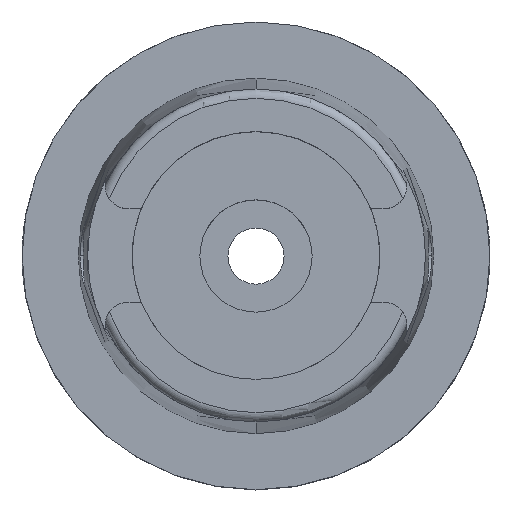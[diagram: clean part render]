
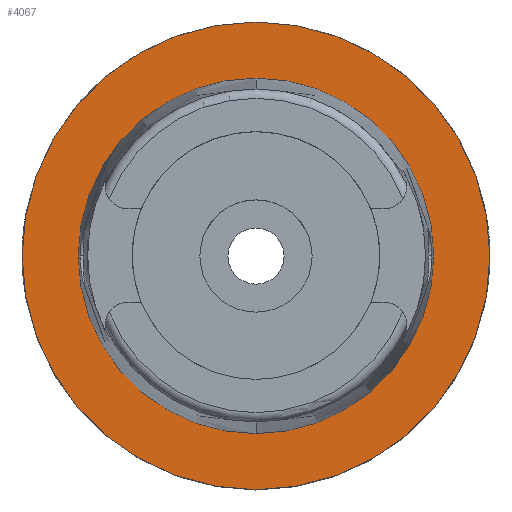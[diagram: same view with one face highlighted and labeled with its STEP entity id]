
A CAD part, top view. The second image highlights one B-rep face of the part: STEP entity #4067.
In plain terms, the highlighted planar face has unit normal (0, 0, 1).
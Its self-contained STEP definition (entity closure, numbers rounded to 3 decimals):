
#2004=CARTESIAN_POINT('',(0.,0.,0.));
#2005=DIRECTION('',(0.,0.,-1.));
#2006=DIRECTION('',(0.,-1.,0.));
#2007=AXIS2_PLACEMENT_3D('',#2004,#2005,#2006);
#2012=CARTESIAN_POINT('',(0.,0.,0.));
#2013=DIRECTION('',(0.,0.,-1.));
#2014=DIRECTION('',(0.,1.,0.));
#2015=AXIS2_PLACEMENT_3D('',#2012,#2013,#2014);
#2020=CARTESIAN_POINT('',(0.,0.,0.));
#2021=DIRECTION('',(0.,0.,1.));
#2022=DIRECTION('',(0.,-1.,0.));
#2023=AXIS2_PLACEMENT_3D('',#2020,#2021,#2022);
#2028=CARTESIAN_POINT('',(0.,0.,0.));
#2029=DIRECTION('',(0.,0.,1.));
#2030=DIRECTION('',(0.,1.,0.));
#2031=AXIS2_PLACEMENT_3D('',#2028,#2029,#2030);
#2328=CARTESIAN_POINT('',(0.,-38.,0.));
#2329=VERTEX_POINT('',#2328);
#2330=CARTESIAN_POINT('',(0.,38.,0.));
#2331=VERTEX_POINT('',#2330);
#2577=CARTESIAN_POINT('',(0.,50.,0.));
#2578=VERTEX_POINT('',#2577);
#2579=CARTESIAN_POINT('',(0.,-50.,0.));
#2580=VERTEX_POINT('',#2579);
#4054=CARTESIAN_POINT('',(0.,0.,0.));
#4055=DIRECTION('',(0.,0.,1.));
#4056=DIRECTION('',(0.,1.,0.));
#4057=AXIS2_PLACEMENT_3D('',#4054,#4055,#4056);
#4058=PLANE('',#4057);
#4059=ORIENTED_EDGE('',*,*,#3819,.T.);
#4060=ORIENTED_EDGE('',*,*,#3928,.T.);
#4061=EDGE_LOOP('',(#4059,#4060));
#4062=FACE_OUTER_BOUND('',#4061,.F.);
#4063=ORIENTED_EDGE('',*,*,#2815,.T.);
#4064=ORIENTED_EDGE('',*,*,#2786,.T.);
#4065=EDGE_LOOP('',(#4063,#4064));
#4066=FACE_BOUND('',#4065,.F.);
#2008=CIRCLE('',#2007,50.);
#2016=CIRCLE('',#2015,50.);
#2024=CIRCLE('',#2023,38.);
#2032=CIRCLE('',#2031,38.);
#2786=EDGE_CURVE('',#2331,#2329,#2032,.T.);
#2815=EDGE_CURVE('',#2329,#2331,#2024,.T.);
#3819=EDGE_CURVE('',#2580,#2578,#2008,.T.);
#3928=EDGE_CURVE('',#2578,#2580,#2016,.T.);
#4067=ADVANCED_FACE('',(#4062,#4066),#4058,.T.);
